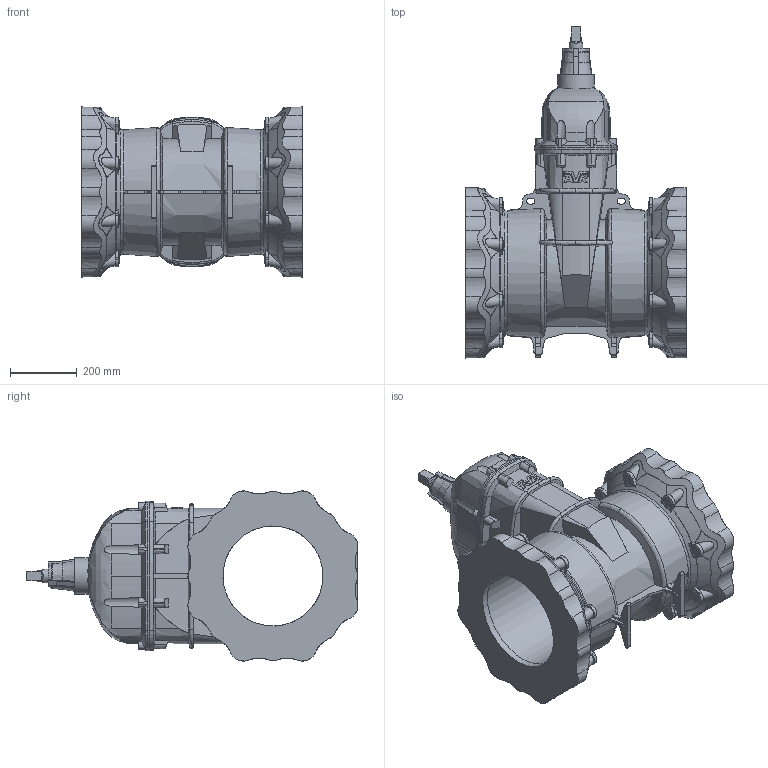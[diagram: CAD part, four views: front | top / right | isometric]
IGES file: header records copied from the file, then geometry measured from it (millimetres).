
Start section: SolidWorks IGES file using analytic representation for surfaces
Global section: file name: O_636_00_DN300_XXXXXX_AA0_igs.igs; native system: SolidWorks 2012; preprocessor: SolidWorks 2012; author: pbm; date: 160426.095837; units: millimetre
Bounding box: 660 x 994.77 x 509.53 mm (x, y, z)
Surface area: 2615002.3 mm2 (no closed solid volume)
Topology: 0 solids, 0 shells, 1050 faces, 6004 edges, 5996 vertices
Faces by surface type: revolution 607, bspline 443
